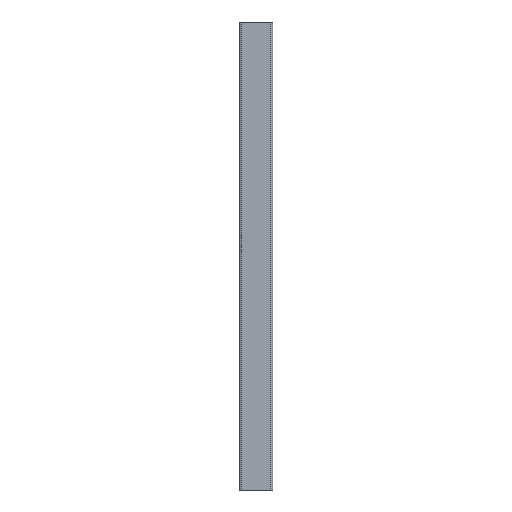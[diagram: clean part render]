
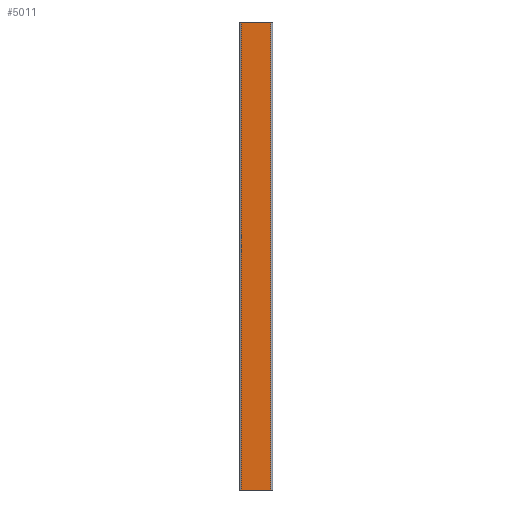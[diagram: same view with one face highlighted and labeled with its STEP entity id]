
A CAD part, left-side view. The second image highlights one B-rep face of the part: STEP entity #5011.
In plain terms, the highlighted planar face has unit normal (-1, 0, 0).
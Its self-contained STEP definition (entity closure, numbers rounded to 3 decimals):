
#748 = CARTESIAN_POINT ( 'NONE',  ( -12., 0.5, 112. ) ) ;
#998 = CARTESIAN_POINT ( 'NONE',  ( -12., 7.5, 112. ) ) ;
#1901 = VECTOR ( 'NONE', #17410, 1000. ) ;
#2260 = CARTESIAN_POINT ( 'NONE',  ( -12., 8., 112. ) ) ;
#2669 = DIRECTION ( 'NONE',  ( 0., 0., 1. ) ) ;
#3964 = CARTESIAN_POINT ( 'NONE',  ( -12., 0.5, 112. ) ) ;
#4744 = VECTOR ( 'NONE', #2669, 1000. ) ;
#5011 = ADVANCED_FACE ( 'NONE', ( #5195 ), #12383, .F. ) ;
#5195 = FACE_OUTER_BOUND ( 'NONE', #14412, .T. ) ;
#5676 = DIRECTION ( 'NONE',  ( 0., 0., -1. ) ) ;
#6583 = EDGE_CURVE ( 'NONE', #19398, #17377, #21225, .T. ) ;
#7307 = CARTESIAN_POINT ( 'NONE',  ( -12., 8., 112. ) ) ;
#7313 = CARTESIAN_POINT ( 'NONE',  ( -12., 7.5, 112. ) ) ;
#9199 = CARTESIAN_POINT ( 'NONE',  ( -12., 7.5, 0. ) ) ;
#10493 = ORIENTED_EDGE ( 'NONE', *, *, #15829, .F. ) ;
#10827 = EDGE_CURVE ( 'NONE', #17377, #18846, #14241, .T. ) ;
#11281 = CARTESIAN_POINT ( 'NONE',  ( -12., 8., 0. ) ) ;
#12383 = PLANE ( 'NONE',  #17798 ) ;
#12804 = VERTEX_POINT ( 'NONE', #7313 ) ;
#12822 = DIRECTION ( 'NONE',  ( 0., 0., -1. ) ) ;
#13112 = LINE ( 'NONE', #998, #17603 ) ;
#14241 = LINE ( 'NONE', #748, #4744 ) ;
#14412 = EDGE_LOOP ( 'NONE', ( #17490, #15754, #10493, #18613 ) ) ;
#14840 = LINE ( 'NONE', #7307, #1901 ) ;
#15726 = CARTESIAN_POINT ( 'NONE',  ( -12., 0.5, 0. ) ) ;
#15754 = ORIENTED_EDGE ( 'NONE', *, *, #10827, .T. ) ;
#15777 = DIRECTION ( 'NONE',  ( 1., 0., 0. ) ) ;
#15829 = EDGE_CURVE ( 'NONE', #12804, #18846, #14840, .T. ) ;
#17377 = VERTEX_POINT ( 'NONE', #15726 ) ;
#17410 = DIRECTION ( 'NONE',  ( 0., -1., 0. ) ) ;
#17490 = ORIENTED_EDGE ( 'NONE', *, *, #6583, .T. ) ;
#17603 = VECTOR ( 'NONE', #12822, 1000. ) ;
#17798 = AXIS2_PLACEMENT_3D ( 'NONE', #2260, #15777, #5676 ) ;
#18613 = ORIENTED_EDGE ( 'NONE', *, *, #20417, .T. ) ;
#18846 = VERTEX_POINT ( 'NONE', #3964 ) ;
#19398 = VERTEX_POINT ( 'NONE', #9199 ) ;
#19899 = DIRECTION ( 'NONE',  ( 0., -1., 0. ) ) ;
#20417 = EDGE_CURVE ( 'NONE', #12804, #19398, #13112, .T. ) ;
#20687 = VECTOR ( 'NONE', #19899, 1000. ) ;
#21225 = LINE ( 'NONE', #11281, #20687 ) ;
